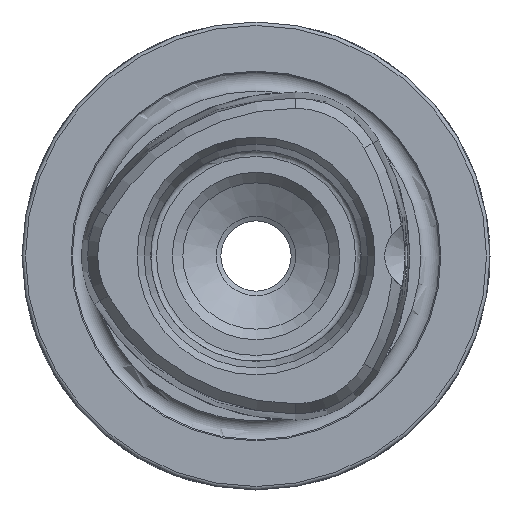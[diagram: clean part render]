
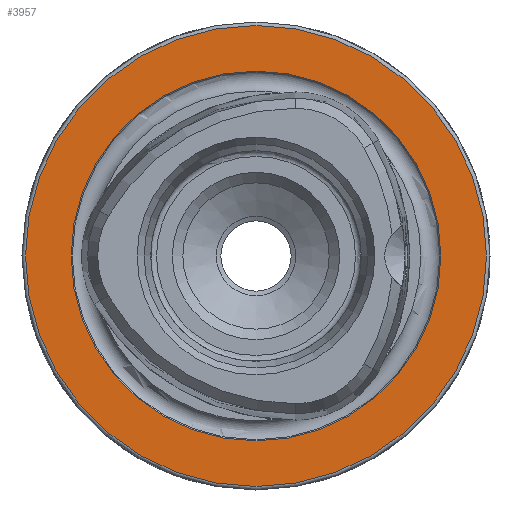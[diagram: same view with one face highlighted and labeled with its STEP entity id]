
A CAD part, left-side view. The second image highlights one B-rep face of the part: STEP entity #3957.
In plain terms, the highlighted planar face has unit normal (-1, 0, 0).
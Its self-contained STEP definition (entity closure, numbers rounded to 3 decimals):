
#882 = DIRECTION ( 'NONE',  ( 0., 0., 1. ) ) ;
#922 = CARTESIAN_POINT ( 'NONE',  ( 0., 0., 0. ) ) ;
#1427 = EDGE_CURVE ( 'NONE', #7994, #7994, #9632, .T. ) ;
#1599 = DIRECTION ( 'NONE',  ( 1., 0., 0. ) ) ;
#1640 = VERTEX_POINT ( 'NONE', #2157 ) ;
#1839 = DIRECTION ( 'NONE',  ( -1., 0., 0. ) ) ;
#2157 = CARTESIAN_POINT ( 'NONE',  ( 0., 0., 15.8 ) ) ;
#2265 = AXIS2_PLACEMENT_3D ( 'NONE', #8651, #1599, #7664 ) ;
#2299 = CARTESIAN_POINT ( 'NONE',  ( 0., 0., 19.7 ) ) ;
#3028 = AXIS2_PLACEMENT_3D ( 'NONE', #7879, #1839, #4473 ) ;
#3534 = ORIENTED_EDGE ( 'NONE', *, *, #5725, .F. ) ;
#3957 = ADVANCED_FACE ( 'NONE', ( #9276, #6994 ), #10353, .F. ) ;
#4001 = EDGE_LOOP ( 'NONE', ( #10922 ) ) ;
#4473 = DIRECTION ( 'NONE',  ( 0., 0., 1. ) ) ;
#4790 = AXIS2_PLACEMENT_3D ( 'NONE', #922, #9473, #882 ) ;
#5725 = EDGE_CURVE ( 'NONE', #1640, #1640, #8992, .T. ) ;
#6994 = FACE_OUTER_BOUND ( 'NONE', #4001, .T. ) ;
#7664 = DIRECTION ( 'NONE',  ( 0., 0., -1. ) ) ;
#7879 = CARTESIAN_POINT ( 'NONE',  ( 0., 0., 0. ) ) ;
#7994 = VERTEX_POINT ( 'NONE', #2299 ) ;
#8651 = CARTESIAN_POINT ( 'NONE',  ( 0., 15.8, 0. ) ) ;
#8992 = CIRCLE ( 'NONE', #3028, 15.8 ) ;
#9276 = FACE_BOUND ( 'NONE', #10394, .T. ) ;
#9473 = DIRECTION ( 'NONE',  ( -1., 0., 0. ) ) ;
#9632 = CIRCLE ( 'NONE', #4790, 19.7 ) ;
#10353 = PLANE ( 'NONE',  #2265 ) ;
#10394 = EDGE_LOOP ( 'NONE', ( #3534 ) ) ;
#10922 = ORIENTED_EDGE ( 'NONE', *, *, #1427, .T. ) ;
